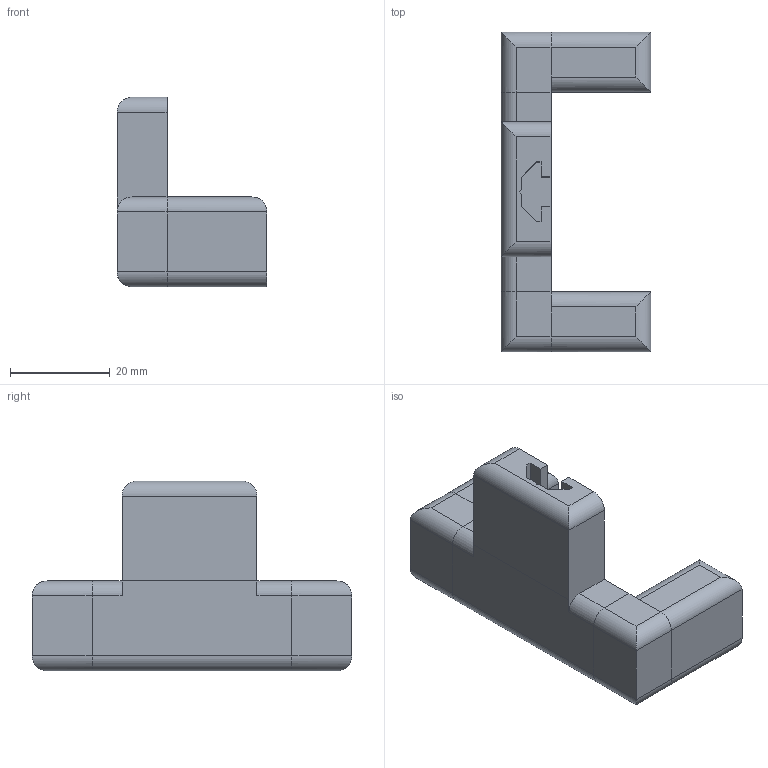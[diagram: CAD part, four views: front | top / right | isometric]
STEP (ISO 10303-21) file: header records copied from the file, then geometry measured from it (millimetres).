
FILE_DESCRIPTION(('FreeCAD Model'),'2;1');
FILE_NAME('Open CASCADE Shape Model','2022-06-21T20:40:32',('Author'),( ''),'Open CASCADE STEP processor 7.5','FreeCAD','Unknown');
FILE_SCHEMA(('AUTOMOTIVE_DESIGN { 1 0 10303 214 1 1 1 1 }'));
Length unit declared in the file: millimetre
Products named in the file (1): Grip for Joint001
Bounding box: 30 x 64 x 38 mm (x, y, z)
Volume: 20597.3 mm3; surface area: 9050.1 mm2
Topology: 1 solids, 1 shells, 83 faces, 208 edges, 127 vertices
Faces by surface type: plane 60, cylinder 23
Entity records: 5135 total; most frequent: CARTESIAN_POINT 1143, DIRECTION 667, LINE 441, VECTOR 441, ORIENTED_EDGE 416, PCURVE 416, DEFINITIONAL_REPRESENTATION 416, EDGE_CURVE 208
